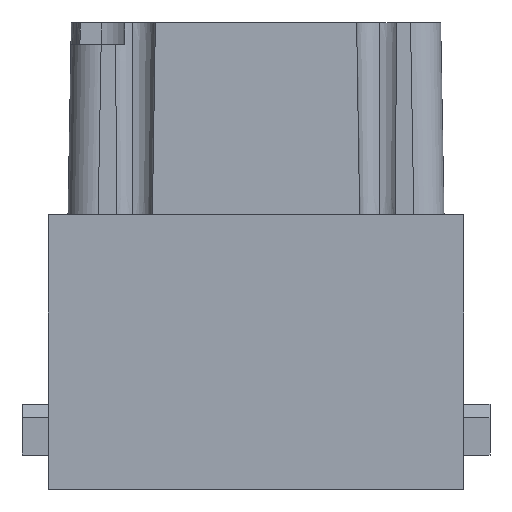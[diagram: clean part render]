
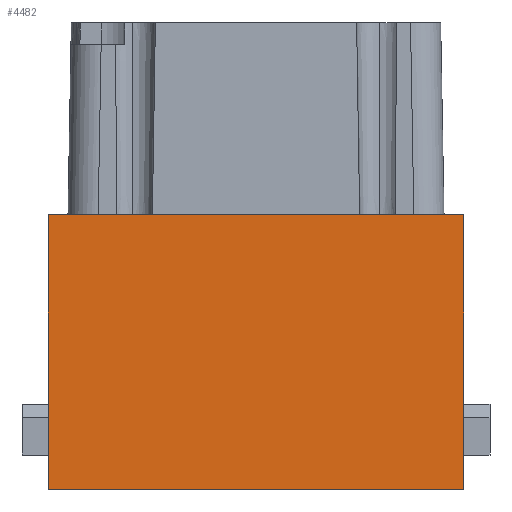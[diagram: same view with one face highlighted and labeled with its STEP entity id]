
A CAD part, left-side view. The second image highlights one B-rep face of the part: STEP entity #4482.
In plain terms, the highlighted face is planar.
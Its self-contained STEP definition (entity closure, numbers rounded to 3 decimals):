
#1606=CARTESIAN_POINT('',(7.3,-17.9,-15.15));
#1607=VERTEX_POINT('',#1606);
#1624=CARTESIAN_POINT('',(7.3,2.1,-15.15));
#1625=VERTEX_POINT('',#1624);
#1632=CARTESIAN_POINT('',(7.3,2.1,-15.15));
#1633=DIRECTION('',(0.,-1.,0.));
#1634=VECTOR('',#1633,20.);
#1635=LINE('',#1632,#1634);
#1636=EDGE_CURVE('',#1625,#1607,#1635,.T.);
#2624=CARTESIAN_POINT('',(7.3,2.1,15.15));
#2625=VERTEX_POINT('',#2624);
#2632=CARTESIAN_POINT('',(7.3,2.1,15.15));
#2633=DIRECTION('',(0.,0.,-1.));
#2634=VECTOR('',#2633,30.3);
#2635=LINE('',#2632,#2634);
#2636=EDGE_CURVE('',#2625,#1625,#2635,.T.);
#4440=CARTESIAN_POINT('',(7.3,-17.9,15.15));
#4441=VERTEX_POINT('',#4440);
#4442=CARTESIAN_POINT('',(7.3,-17.9,15.15));
#4443=DIRECTION('',(0.,1.,0.));
#4444=VECTOR('',#4443,20.);
#4445=LINE('',#4442,#4444);
#4446=EDGE_CURVE('',#4441,#2625,#4445,.T.);
#4466=CARTESIAN_POINT('',(7.3,-7.8,0.));
#4467=DIRECTION('',(1.,0.,0.));
#4468=DIRECTION('',(0.,-1.,0.));
#4469=AXIS2_PLACEMENT_3D('',#4466,#4467,#4468);
#4470=PLANE('',#4469);
#4471=ORIENTED_EDGE('',*,*,#2636,.F.);
#4472=ORIENTED_EDGE('',*,*,#4446,.F.);
#4473=CARTESIAN_POINT('',(7.3,-17.9,15.15));
#4474=DIRECTION('',(0.,0.,-1.));
#4475=VECTOR('',#4474,30.3);
#4476=LINE('',#4473,#4475);
#4477=EDGE_CURVE('',#4441,#1607,#4476,.T.);
#4478=ORIENTED_EDGE('',*,*,#4477,.T.);
#4479=ORIENTED_EDGE('',*,*,#1636,.F.);
#4480=EDGE_LOOP('',(#4471,#4472,#4478,#4479));
#4481=FACE_BOUND('',#4480,.T.);
#4482=ADVANCED_FACE('',(#4481),#4470,.T.);
